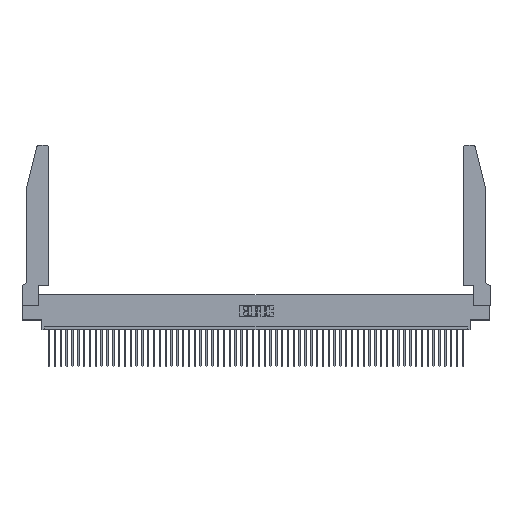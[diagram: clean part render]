
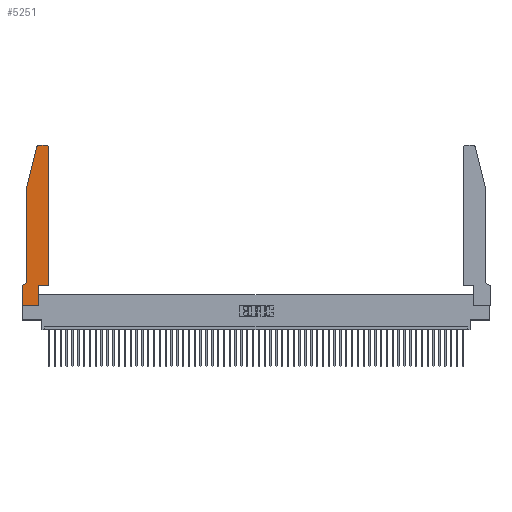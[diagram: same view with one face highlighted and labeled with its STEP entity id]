
A CAD part, top view. The second image highlights one B-rep face of the part: STEP entity #5251.
In plain terms, the highlighted planar face has unit normal (0, 0, 1).
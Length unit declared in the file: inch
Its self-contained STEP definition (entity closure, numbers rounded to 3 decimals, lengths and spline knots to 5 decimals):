
#421 = CARTESIAN_POINT ( 'NONE',  ( 0., 0.35, 0.37 ) ) ;
#2228 = ORIENTED_EDGE ( 'NONE', *, *, #46089, .T. ) ;
#2318 = DIRECTION ( 'NONE',  ( 1., 0., 0. ) ) ;
#3551 = DIRECTION ( 'NONE',  ( 0., -1., 0. ) ) ;
#3977 = CARTESIAN_POINT ( 'NONE',  ( 0.4505, 0.35, 0.37 ) ) ;
#4812 = CARTESIAN_POINT ( 'NONE',  ( 0.2865, 0., 0.37 ) ) ;
#5243 = VERTEX_POINT ( 'NONE', #25476 ) ;
#5251 = ADVANCED_FACE ( 'NONE', ( #33429 ), #33303, .T. ) ;
#6083 = VERTEX_POINT ( 'NONE', #47975 ) ;
#6908 = EDGE_CURVE ( 'NONE', #54089, #49834, #32569, .T. ) ;
#7810 = CARTESIAN_POINT ( 'NONE',  ( 0.0055, 0.35, 0.37 ) ) ;
#7950 = CARTESIAN_POINT ( 'NONE',  ( 0.0755, 0.35, 0.37 ) ) ;
#8153 = CARTESIAN_POINT ( 'NONE',  ( 0.2605, 2.75, 0.37 ) ) ;
#9191 = EDGE_CURVE ( 'NONE', #15204, #37063, #9663, .T. ) ;
#9663 = LINE ( 'NONE', #7950, #13024 ) ;
#10346 = AXIS2_PLACEMENT_3D ( 'NONE', #38538, #33143, #24775 ) ;
#10673 = DIRECTION ( 'NONE',  ( 0., 0., -1. ) ) ;
#11335 = EDGE_CURVE ( 'NONE', #49112, #26955, #37111, .T. ) ;
#11987 = CARTESIAN_POINT ( 'NONE',  ( 0.0055, 0.42, 0.37 ) ) ;
#12010 = ORIENTED_EDGE ( 'NONE', *, *, #9191, .T. ) ;
#12234 = DIRECTION ( 'NONE',  ( -1., 0., 0. ) ) ;
#12710 = CARTESIAN_POINT ( 'NONE',  ( 0.4505, 0.35, 0.37 ) ) ;
#12888 = DIRECTION ( 'NONE',  ( 0., 1., 0. ) ) ;
#13024 = VECTOR ( 'NONE', #12234, 39.37008 ) ;
#13457 = LINE ( 'NONE', #31153, #38013 ) ;
#13664 = ORIENTED_EDGE ( 'NONE', *, *, #18865, .T. ) ;
#14570 = ORIENTED_EDGE ( 'NONE', *, *, #49723, .T. ) ;
#15006 = CARTESIAN_POINT ( 'NONE',  ( 0.4505, 2.72, 0.37 ) ) ;
#15121 = CARTESIAN_POINT ( 'NONE',  ( 0., 0., 0.37 ) ) ;
#15204 = VERTEX_POINT ( 'NONE', #7810 ) ;
#15502 = CARTESIAN_POINT ( 'NONE',  ( 0.2865, 0.35, 0.37 ) ) ;
#15864 = DIRECTION ( 'NONE',  ( 1., 0., 0. ) ) ;
#15973 = CARTESIAN_POINT ( 'NONE',  ( 0.0755, 2., 0.37 ) ) ;
#16321 = VECTOR ( 'NONE', #29354, 39.37008 ) ;
#16959 = DIRECTION ( 'NONE',  ( 0., 0., 1. ) ) ;
#18783 = EDGE_CURVE ( 'NONE', #49834, #5243, #42512, .T. ) ;
#18865 = EDGE_CURVE ( 'NONE', #44261, #54089, #19889, .T. ) ;
#19887 = AXIS2_PLACEMENT_3D ( 'NONE', #28307, #54135, #15864 ) ;
#19889 = CIRCLE ( 'NONE', #10346, 0.03 ) ;
#20222 = VERTEX_POINT ( 'NONE', #4812 ) ;
#20449 = CIRCLE ( 'NONE', #43085, 0.07 ) ;
#20585 = DIRECTION ( 'NONE',  ( -1., 0., 0. ) ) ;
#21219 = LINE ( 'NONE', #12710, #51820 ) ;
#21488 = ORIENTED_EDGE ( 'NONE', *, *, #31705, .T. ) ;
#22029 = AXIS2_PLACEMENT_3D ( 'NONE', #421, #16959, #30878 ) ;
#22142 = CARTESIAN_POINT ( 'NONE',  ( 0.4505, 0.35, 0.37 ) ) ;
#23256 = VECTOR ( 'NONE', #53889, 39.37008 ) ;
#23758 = EDGE_CURVE ( 'NONE', #24722, #20222, #53274, .T. ) ;
#24722 = VERTEX_POINT ( 'NONE', #41431 ) ;
#24775 = DIRECTION ( 'NONE',  ( 1., 0., 0. ) ) ;
#25476 = CARTESIAN_POINT ( 'NONE',  ( 0.25487, 2.72718, 0.37 ) ) ;
#26015 = EDGE_CURVE ( 'NONE', #26955, #44261, #21219, .T. ) ;
#26400 = CARTESIAN_POINT ( 'NONE',  ( 0., 0.35, 0.37 ) ) ;
#26767 = DIRECTION ( 'NONE',  ( 1., 0., 0. ) ) ;
#26955 = VERTEX_POINT ( 'NONE', #3977 ) ;
#27396 = DIRECTION ( 'NONE',  ( 0., -1., 0. ) ) ;
#27622 = LINE ( 'NONE', #50583, #16321 ) ;
#28307 = CARTESIAN_POINT ( 'NONE',  ( 0.284, 2.72, 0.37 ) ) ;
#28537 = VECTOR ( 'NONE', #3551, 39.37008 ) ;
#29188 = CARTESIAN_POINT ( 'NONE',  ( 0.4205, 2.75, 0.37 ) ) ;
#29354 = DIRECTION ( 'NONE',  ( -0.239, -0.971, 0. ) ) ;
#29695 = ORIENTED_EDGE ( 'NONE', *, *, #26015, .T. ) ;
#30878 = DIRECTION ( 'NONE',  ( 1., 0., 0. ) ) ;
#31153 = CARTESIAN_POINT ( 'NONE',  ( 0., 0., 0.37 ) ) ;
#31705 = EDGE_CURVE ( 'NONE', #36347, #15204, #20449, .T. ) ;
#32356 = CARTESIAN_POINT ( 'NONE',  ( 0.2865, 0.35, 0.37 ) ) ;
#32569 = LINE ( 'NONE', #8153, #53207 ) ;
#33143 = DIRECTION ( 'NONE',  ( 0., 0., 1. ) ) ;
#33303 = PLANE ( 'NONE',  #22029 ) ;
#33429 = FACE_OUTER_BOUND ( 'NONE', #46353, .T. ) ;
#34597 = LINE ( 'NONE', #32356, #23256 ) ;
#35374 = EDGE_CURVE ( 'NONE', #5243, #6083, #27622, .T. ) ;
#36347 = VERTEX_POINT ( 'NONE', #47138 ) ;
#37063 = VERTEX_POINT ( 'NONE', #26400 ) ;
#37111 = LINE ( 'NONE', #22142, #40467 ) ;
#37432 = ORIENTED_EDGE ( 'NONE', *, *, #35374, .T. ) ;
#38013 = VECTOR ( 'NONE', #27396, 39.37008 ) ;
#38538 = CARTESIAN_POINT ( 'NONE',  ( 0.4205, 2.72, 0.37 ) ) ;
#39731 = ORIENTED_EDGE ( 'NONE', *, *, #54948, .T. ) ;
#39845 = LINE ( 'NONE', #15973, #28537 ) ;
#40467 = VECTOR ( 'NONE', #26767, 39.37008 ) ;
#41431 = CARTESIAN_POINT ( 'NONE',  ( 0., 0., 0.37 ) ) ;
#42512 = CIRCLE ( 'NONE', #19887, 0.03 ) ;
#43085 = AXIS2_PLACEMENT_3D ( 'NONE', #11987, #10673, #46006 ) ;
#43115 = ORIENTED_EDGE ( 'NONE', *, *, #6908, .T. ) ;
#43312 = VECTOR ( 'NONE', #2318, 39.37008 ) ;
#44261 = VERTEX_POINT ( 'NONE', #15006 ) ;
#45512 = ORIENTED_EDGE ( 'NONE', *, *, #23758, .T. ) ;
#46006 = DIRECTION ( 'NONE',  ( -1., 0., 0. ) ) ;
#46089 = EDGE_CURVE ( 'NONE', #6083, #36347, #39845, .T. ) ;
#46292 = CARTESIAN_POINT ( 'NONE',  ( 0.284, 2.75, 0.37 ) ) ;
#46353 = EDGE_LOOP ( 'NONE', ( #43115, #47958, #37432, #2228, #21488, #12010, #39731, #45512, #14570, #46402, #29695, #13664 ) ) ;
#46402 = ORIENTED_EDGE ( 'NONE', *, *, #11335, .T. ) ;
#47138 = CARTESIAN_POINT ( 'NONE',  ( 0.0755, 0.42, 0.37 ) ) ;
#47958 = ORIENTED_EDGE ( 'NONE', *, *, #18783, .T. ) ;
#47975 = CARTESIAN_POINT ( 'NONE',  ( 0.0755, 2., 0.37 ) ) ;
#49112 = VERTEX_POINT ( 'NONE', #15502 ) ;
#49723 = EDGE_CURVE ( 'NONE', #20222, #49112, #34597, .T. ) ;
#49834 = VERTEX_POINT ( 'NONE', #46292 ) ;
#50583 = CARTESIAN_POINT ( 'NONE',  ( 0.0755, 2., 0.37 ) ) ;
#51820 = VECTOR ( 'NONE', #12888, 39.37008 ) ;
#53207 = VECTOR ( 'NONE', #20585, 39.37008 ) ;
#53274 = LINE ( 'NONE', #15121, #43312 ) ;
#53889 = DIRECTION ( 'NONE',  ( 0., 1., 0. ) ) ;
#54089 = VERTEX_POINT ( 'NONE', #29188 ) ;
#54135 = DIRECTION ( 'NONE',  ( 0., 0., 1. ) ) ;
#54948 = EDGE_CURVE ( 'NONE', #37063, #24722, #13457, .T. ) ;
